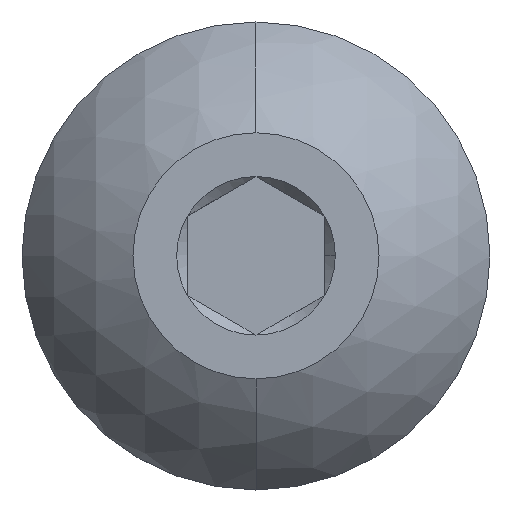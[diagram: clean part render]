
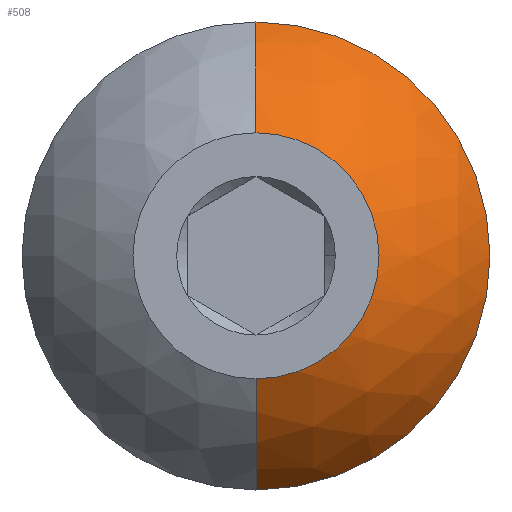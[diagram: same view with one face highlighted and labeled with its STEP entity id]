
A CAD part, top view. The second image highlights one B-rep face of the part: STEP entity #508.
In plain terms, the highlighted spherical face has radius 3.065 mm.
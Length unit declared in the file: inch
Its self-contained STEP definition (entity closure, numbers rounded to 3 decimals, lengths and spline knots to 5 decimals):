
#508 = ADVANCED_FACE ( 'NONE', ( #1934 ), #2026, .T. ) ;
#597 = AXIS2_PLACEMENT_3D ( 'NONE', #1322, #1580, #1099 ) ;
#622 = AXIS2_PLACEMENT_3D ( 'NONE', #2611, #2610, #2609 ) ;
#623 = AXIS2_PLACEMENT_3D ( 'NONE', #2608, #2607, #2606 ) ;
#624 = AXIS2_PLACEMENT_3D ( 'NONE', #2605, #2604, #2603 ) ;
#625 = AXIS2_PLACEMENT_3D ( 'NONE', #2601, #2600, #2599 ) ;
#626 = AXIS2_PLACEMENT_3D ( 'NONE', #2597, #2596, #2595 ) ;
#1099 = DIRECTION ( 'NONE',  ( 0., -1., 0. ) ) ;
#1322 = CARTESIAN_POINT ( 'NONE',  ( 0., 0., -0.10689 ) ) ;
#1580 = DIRECTION ( 'NONE',  ( 1., 0., 0. ) ) ;
#1605 = EDGE_CURVE ( 'NONE', #1795, #1796, #2001, .T. ) ;
#1607 = EDGE_CURVE ( 'NONE', #1758, #1795, #2004, .T. ) ;
#1608 = EDGE_CURVE ( 'NONE', #1796, #1757, #2011, .T. ) ;
#1609 = EDGE_CURVE ( 'NONE', #1859, #1757, #2013, .T. ) ;
#1610 = EDGE_CURVE ( 'NONE', #1758, #1859, #2014, .T. ) ;
#1668 = EDGE_LOOP ( 'NONE', ( #1754, #1839, #1840, #1892, #1841 ) ) ;
#1754 = ORIENTED_EDGE ( 'NONE', *, *, #1607, .T. ) ;
#1757 = VERTEX_POINT ( 'NONE', #2435 ) ;
#1758 = VERTEX_POINT ( 'NONE', #2432 ) ;
#1795 = VERTEX_POINT ( 'NONE', #2426 ) ;
#1796 = VERTEX_POINT ( 'NONE', #2412 ) ;
#1839 = ORIENTED_EDGE ( 'NONE', *, *, #1605, .T. ) ;
#1840 = ORIENTED_EDGE ( 'NONE', *, *, #1608, .T. ) ;
#1841 = ORIENTED_EDGE ( 'NONE', *, *, #1610, .F. ) ;
#1859 = VERTEX_POINT ( 'NONE', #2379 ) ;
#1892 = ORIENTED_EDGE ( 'NONE', *, *, #1609, .F. ) ;
#1934 = FACE_OUTER_BOUND ( 'NONE', #1668, .T. ) ;
#2001 = CIRCLE ( 'NONE', #622, 0.1065 ) ;
#2004 = CIRCLE ( 'NONE', #623, 0.1065 ) ;
#2011 = CIRCLE ( 'NONE', #624, 0.12067 ) ;
#2013 = CIRCLE ( 'NONE', #625, 0.056 ) ;
#2014 = CIRCLE ( 'NONE', #626, 0.12067 ) ;
#2026 = SPHERICAL_SURFACE ( 'NONE', #597, 0.12067 ) ;
#2379 = CARTESIAN_POINT ( 'NONE',  ( 0., -0.056, 0. ) ) ;
#2412 = CARTESIAN_POINT ( 'NONE',  ( 0., 0.1065, -0.05015 ) ) ;
#2426 = CARTESIAN_POINT ( 'NONE',  ( 0.1065, 0., -0.05015 ) ) ;
#2432 = CARTESIAN_POINT ( 'NONE',  ( 0., -0.1065, -0.05015 ) ) ;
#2435 = CARTESIAN_POINT ( 'NONE',  ( 0., 0.056, 0. ) ) ;
#2595 = DIRECTION ( 'NONE',  ( 0., -1., 0. ) ) ;
#2596 = DIRECTION ( 'NONE',  ( -1., 0., 0. ) ) ;
#2597 = CARTESIAN_POINT ( 'NONE',  ( 0., 0., -0.10689 ) ) ;
#2599 = DIRECTION ( 'NONE',  ( 1., 0., 0. ) ) ;
#2600 = DIRECTION ( 'NONE',  ( 0., 0., 1. ) ) ;
#2601 = CARTESIAN_POINT ( 'NONE',  ( 0., 0., 0. ) ) ;
#2603 = DIRECTION ( 'NONE',  ( 0., 1., 0. ) ) ;
#2604 = DIRECTION ( 'NONE',  ( 1., 0., 0. ) ) ;
#2605 = CARTESIAN_POINT ( 'NONE',  ( 0., 0., -0.10689 ) ) ;
#2606 = DIRECTION ( 'NONE',  ( 1., 0., 0. ) ) ;
#2607 = DIRECTION ( 'NONE',  ( 0., 0., 1. ) ) ;
#2608 = CARTESIAN_POINT ( 'NONE',  ( 0., 0., -0.05015 ) ) ;
#2609 = DIRECTION ( 'NONE',  ( 1., 0., 0. ) ) ;
#2610 = DIRECTION ( 'NONE',  ( 0., 0., 1. ) ) ;
#2611 = CARTESIAN_POINT ( 'NONE',  ( 0., 0., -0.05015 ) ) ;
